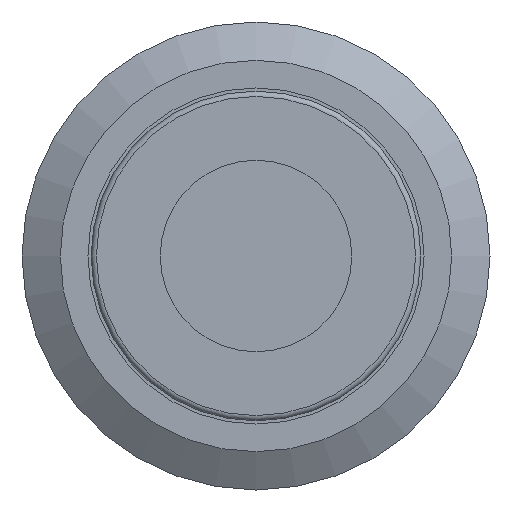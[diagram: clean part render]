
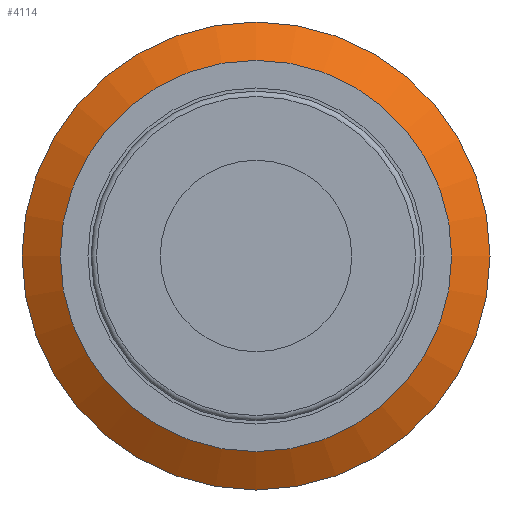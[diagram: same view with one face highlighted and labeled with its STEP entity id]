
A CAD part, left-side view. The second image highlights one B-rep face of the part: STEP entity #4114.
In plain terms, the highlighted conical face has half-angle 58.57 degrees and reference radius 10.1 mm.
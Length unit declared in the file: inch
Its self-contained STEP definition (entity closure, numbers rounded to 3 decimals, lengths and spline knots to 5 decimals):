
#114=CONICAL_SURFACE('',#4430,0.39764,1.022);
#513=FACE_OUTER_BOUND('',#766,.T.);
#766=EDGE_LOOP('',(#3744,#3745,#3746,#3747,#3748));
#1161=LINE('',#6929,#1576);
#1576=VECTOR('',#5366,0.39764);
#1726=CIRCLE('',#4431,0.3622);
#1727=CIRCLE('',#4432,0.43307);
#1728=CIRCLE('',#4433,0.43307);
#2082=VERTEX_POINT('',#6926);
#2083=VERTEX_POINT('',#6928);
#2084=VERTEX_POINT('',#6930);
#2644=EDGE_CURVE('',#2082,#2082,#1726,.T.);
#2645=EDGE_CURVE('',#2082,#2083,#1161,.T.);
#2646=EDGE_CURVE('',#2084,#2083,#1727,.T.);
#2647=EDGE_CURVE('',#2083,#2084,#1728,.T.);
#3744=ORIENTED_EDGE('',*,*,#2644,.F.);
#3745=ORIENTED_EDGE('',*,*,#2645,.T.);
#3746=ORIENTED_EDGE('',*,*,#2646,.F.);
#3747=ORIENTED_EDGE('',*,*,#2647,.F.);
#3748=ORIENTED_EDGE('',*,*,#2645,.F.);
#4114=ADVANCED_FACE('',(#513),#114,.T.);
#4430=AXIS2_PLACEMENT_3D('',#6925,#5362,#5363);
#4431=AXIS2_PLACEMENT_3D('',#6927,#5364,#5365);
#4432=AXIS2_PLACEMENT_3D('',#6931,#5367,#5368);
#4433=AXIS2_PLACEMENT_3D('',#6932,#5369,#5370);
#5362=DIRECTION('center_axis',(1.,0.,0.));
#5363=DIRECTION('ref_axis',(0.,0.,-1.));
#5364=DIRECTION('center_axis',(-1.,0.,0.));
#5365=DIRECTION('ref_axis',(0.,0.,-1.));
#5366=DIRECTION('',(0.521,0.,0.853));
#5367=DIRECTION('center_axis',(1.,0.,0.));
#5368=DIRECTION('ref_axis',(0.,1.,0.));
#5369=DIRECTION('center_axis',(1.,0.,0.));
#5370=DIRECTION('ref_axis',(0.,1.,0.));
#6925=CARTESIAN_POINT('Origin',(-0.04921,0.,
0.));
#6926=CARTESIAN_POINT('',(-0.07087,0.,0.3622));
#6927=CARTESIAN_POINT('Origin',(-0.07087,0.,
0.));
#6928=CARTESIAN_POINT('',(-0.02756,0.,0.43307));
#6929=CARTESIAN_POINT('',(-0.04921,0.,0.39764));
#6930=CARTESIAN_POINT('',(-0.02756,-0.43307,0.));
#6931=CARTESIAN_POINT('Origin',(-0.02756,0.,
0.));
#6932=CARTESIAN_POINT('Origin',(-0.02756,0.,
0.));
